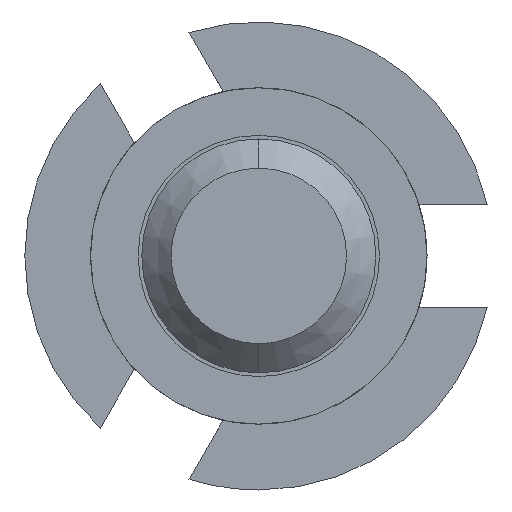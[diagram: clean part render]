
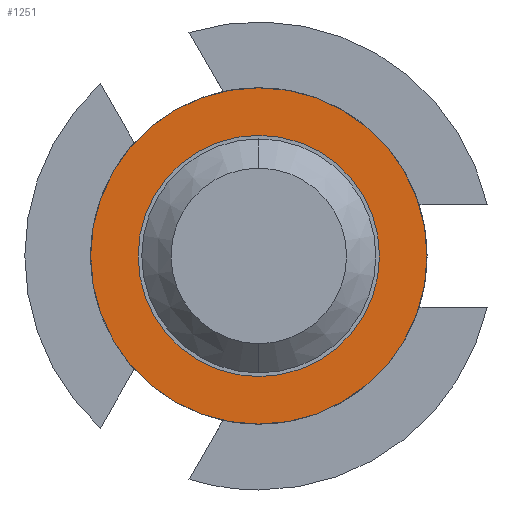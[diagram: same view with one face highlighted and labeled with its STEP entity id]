
A CAD part, front view. The second image highlights one B-rep face of the part: STEP entity #1251.
In plain terms, the highlighted planar face has unit normal (0, -1, 0).
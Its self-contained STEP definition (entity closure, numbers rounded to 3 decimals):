
#27 = CIRCLE ( 'NONE', #2779, 0.825 ) ;
#97 = DIRECTION ( 'NONE',  ( 0., 1., 0. ) ) ;
#123 = DIRECTION ( 'NONE',  ( 0., 0., 1. ) ) ;
#168 = EDGE_LOOP ( 'NONE', ( #1109, #3166 ) ) ;
#440 = EDGE_CURVE ( 'Defeature ausgef�hrt4_17+Defeature ausgef�hrt4_16+Defeature ausgef�hrt4_16+Defeature ausgef�hrt4_16', #4166, #2635, #3321, .T. ) ;
#455 = CARTESIAN_POINT ( 'NONE',  ( 0., -1.5, 0. ) ) ;
#553 = CARTESIAN_POINT ( 'NONE',  ( 0., -1.5, 0. ) ) ;
#789 = CARTESIAN_POINT ( 'NONE',  ( 0., -1.5, -1.15 ) ) ;
#876 = DIRECTION ( 'NONE',  ( 0., 1., 0. ) ) ;
#1080 = ORIENTED_EDGE ( 'NONE', *, *, #4612, .F. ) ;
#1109 = ORIENTED_EDGE ( 'NONE', *, *, #2755, .T. ) ;
#1251 = ADVANCED_FACE ( 'Defeature ausgef�hrt4_17', ( #3569, #1782 ), #2760, .F. ) ;
#1305 = DIRECTION ( 'NONE',  ( 0., 1., 0. ) ) ;
#1625 = AXIS2_PLACEMENT_3D ( 'NONE', #553, #1305, #2000 ) ;
#1782 = FACE_BOUND ( 'NONE', #168, .T. ) ;
#1965 = CARTESIAN_POINT ( 'NONE',  ( 0., -1.5, 1.15 ) ) ;
#2000 = DIRECTION ( 'NONE',  ( 0., 0., 1. ) ) ;
#2050 = DIRECTION ( 'NONE',  ( 0., 1., 0. ) ) ;
#2164 = EDGE_CURVE ( 'Defeature ausgef�hrt4_13+Defeature ausgef�hrt4_17+Defeature ausgef�hrt4_17+Defeature ausgef�hrt4_17', #4518, #4135, #4566, .T. ) ;
#2183 = AXIS2_PLACEMENT_3D ( 'NONE', #455, #97, #4024 ) ;
#2310 = CARTESIAN_POINT ( 'NONE',  ( 0., -1.5, 0. ) ) ;
#2356 = CARTESIAN_POINT ( 'NONE',  ( 0., -1.5, -0.825 ) ) ;
#2435 = EDGE_LOOP ( 'NONE', ( #1080, #4599 ) ) ;
#2606 = DIRECTION ( 'NONE',  ( 0., 1., 0. ) ) ;
#2635 = VERTEX_POINT ( 'NONE', #4207 ) ;
#2720 = CIRCLE ( 'NONE', #3175, 1.15 ) ;
#2755 = EDGE_CURVE ( 'Defeature ausgef�hrt4_17+Defeature ausgef�hrt4_16+Defeature ausgef�hrt4_16+Defeature ausgef�hrt4_16', #2635, #4166, #27, .T. ) ;
#2760 = PLANE ( 'NONE',  #4167 ) ;
#2779 = AXIS2_PLACEMENT_3D ( 'NONE', #3700, #2606, #123 ) ;
#3115 = CARTESIAN_POINT ( 'NONE',  ( 0.825, -1.5, 0. ) ) ;
#3166 = ORIENTED_EDGE ( 'NONE', *, *, #440, .T. ) ;
#3175 = AXIS2_PLACEMENT_3D ( 'NONE', #2310, #876, #3688 ) ;
#3321 = CIRCLE ( 'NONE', #1625, 0.825 ) ;
#3569 = FACE_OUTER_BOUND ( 'NONE', #2435, .T. ) ;
#3688 = DIRECTION ( 'NONE',  ( 0., 0., 1. ) ) ;
#3700 = CARTESIAN_POINT ( 'NONE',  ( 0., -1.5, 0. ) ) ;
#4024 = DIRECTION ( 'NONE',  ( 0., 0., 1. ) ) ;
#4135 = VERTEX_POINT ( 'NONE', #1965 ) ;
#4166 = VERTEX_POINT ( 'NONE', #2356 ) ;
#4167 = AXIS2_PLACEMENT_3D ( 'NONE', #3115, #2050, #4542 ) ;
#4207 = CARTESIAN_POINT ( 'NONE',  ( 0., -1.5, 0.825 ) ) ;
#4518 = VERTEX_POINT ( 'NONE', #789 ) ;
#4542 = DIRECTION ( 'NONE',  ( 0., 0., 1. ) ) ;
#4566 = CIRCLE ( 'NONE', #2183, 1.15 ) ;
#4599 = ORIENTED_EDGE ( 'NONE', *, *, #2164, .F. ) ;
#4612 = EDGE_CURVE ( 'Defeature ausgef�hrt4_13+Defeature ausgef�hrt4_17+Defeature ausgef�hrt4_17+Defeature ausgef�hrt4_17', #4135, #4518, #2720, .T. ) ;
